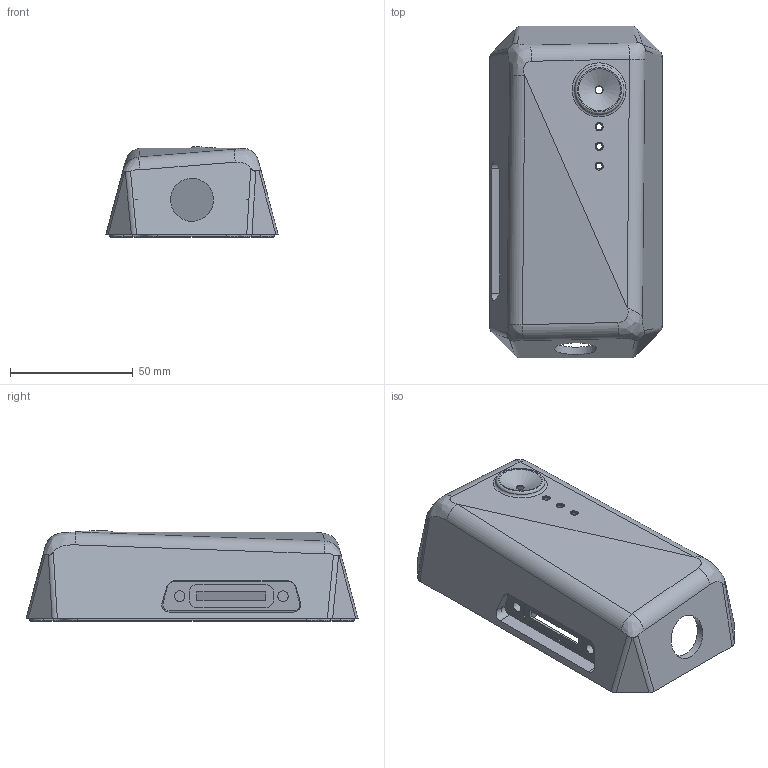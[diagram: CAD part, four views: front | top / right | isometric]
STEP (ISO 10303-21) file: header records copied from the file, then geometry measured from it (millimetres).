
FILE_DESCRIPTION(('FreeCAD Model'),'2;1');
FILE_NAME('Open CASCADE Shape Model','2021-02-19T05:28:19',('Author'),( ''),'Open CASCADE STEP processor 7.4','FreeCAD','Unknown');
FILE_SCHEMA(('AUTOMOTIVE_DESIGN { 1 0 10303 214 1 1 1 1 }'));
Length unit declared in the file: millimetre
Products named in the file (1): AdditiveLoft-led-board-boss-2
Bounding box: 70 x 135 x 36.76 mm (x, y, z)
Volume: 60997.9 mm3; surface area: 41295.3 mm2
Topology: 1 solids, 1 shells, 291 faces, 706 edges, 444 vertices
Faces by surface type: plane 89, cylinder 75, bspline 63, cone 37, torus 27
Full cylindrical faces by diameter (mm): 2.4 x3, 3.2 x1, 3.3 x3, 3.5 x8, 4.3 x2, 4.6 x4, 17.46 x1
Entity records: 13416 total; most frequent: CARTESIAN_POINT 6906, ORIENTED_EDGE 1412, DIRECTION 1225, EDGE_CURVE 706, AXIS2_PLACEMENT_3D 476, VERTEX_POINT 444, FACE_BOUND 330, EDGE_LOOP 330
